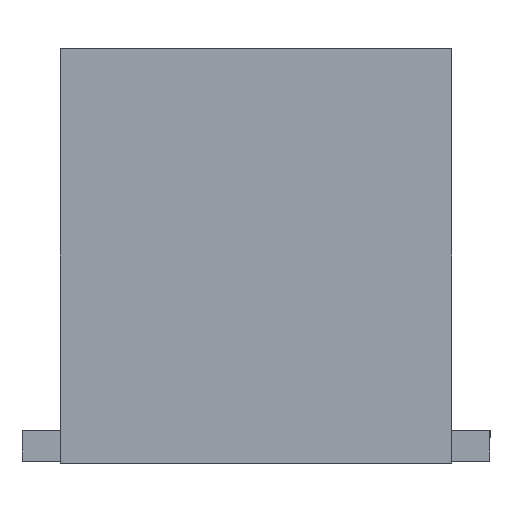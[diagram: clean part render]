
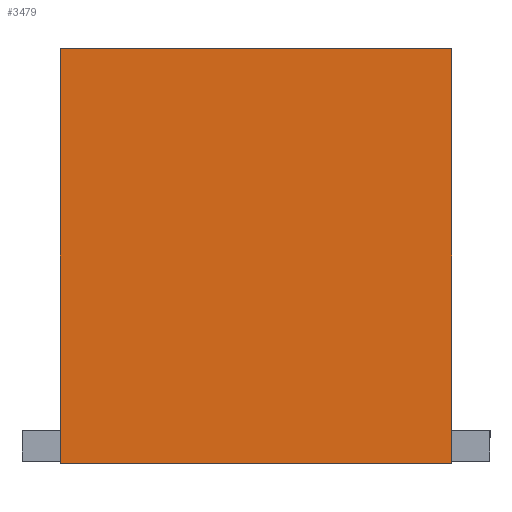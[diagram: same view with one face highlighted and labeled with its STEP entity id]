
A CAD part, left-side view. The second image highlights one B-rep face of the part: STEP entity #3479.
In plain terms, the highlighted planar face has unit normal (-1, 0, 0).
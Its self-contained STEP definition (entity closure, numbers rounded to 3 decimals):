
#59 = DIRECTION ( 'NONE',  ( 0., -1., 0. ) ) ;
#100 = CARTESIAN_POINT ( 'NONE',  ( -6.325, 2.55, 5.4 ) ) ;
#613 = CARTESIAN_POINT ( 'NONE',  ( -6.325, 2.55, 0. ) ) ;
#622 = VERTEX_POINT ( 'NONE', #710 ) ;
#687 = LINE ( 'NONE', #3067, #7001 ) ;
#710 = CARTESIAN_POINT ( 'NONE',  ( -6.325, -2.55, 5.4 ) ) ;
#1105 = EDGE_CURVE ( 'NONE', #2188, #5452, #687, .T. ) ;
#1115 = VECTOR ( 'NONE', #2450, 1000. ) ;
#1180 = EDGE_CURVE ( 'NONE', #622, #5452, #6745, .T. ) ;
#1578 = CARTESIAN_POINT ( 'NONE',  ( -6.325, 2.55, 5.4 ) ) ;
#1951 = DIRECTION ( 'NONE',  ( 0., 0., -1. ) ) ;
#2188 = VERTEX_POINT ( 'NONE', #613 ) ;
#2438 = EDGE_CURVE ( 'NONE', #5831, #622, #5895, .T. ) ;
#2450 = DIRECTION ( 'NONE',  ( 0., 0., -1. ) ) ;
#2739 = VECTOR ( 'NONE', #1951, 1000. ) ;
#3067 = CARTESIAN_POINT ( 'NONE',  ( -6.325, 2.55, 0. ) ) ;
#3280 = AXIS2_PLACEMENT_3D ( 'NONE', #1578, #3903, #6257 ) ;
#3441 = CARTESIAN_POINT ( 'NONE',  ( -6.325, 2.55, 5.4 ) ) ;
#3479 = ADVANCED_FACE ( 'NONE', ( #7309 ), #5030, .F. ) ;
#3565 = ORIENTED_EDGE ( 'NONE', *, *, #4802, .T. ) ;
#3764 = CARTESIAN_POINT ( 'NONE',  ( -6.325, -2.55, 0. ) ) ;
#3903 = DIRECTION ( 'NONE',  ( 1., 0., 0. ) ) ;
#4371 = EDGE_LOOP ( 'NONE', ( #6927, #6937, #4656, #3565 ) ) ;
#4656 = ORIENTED_EDGE ( 'NONE', *, *, #2438, .F. ) ;
#4674 = DIRECTION ( 'NONE',  ( 0., -1., 0. ) ) ;
#4802 = EDGE_CURVE ( 'NONE', #5831, #2188, #5342, .T. ) ;
#5030 = PLANE ( 'NONE',  #3280 ) ;
#5213 = CARTESIAN_POINT ( 'NONE',  ( -6.325, 2.55, 5.4 ) ) ;
#5342 = LINE ( 'NONE', #100, #1115 ) ;
#5452 = VERTEX_POINT ( 'NONE', #3764 ) ;
#5599 = CARTESIAN_POINT ( 'NONE',  ( -6.325, -2.55, 5.4 ) ) ;
#5831 = VERTEX_POINT ( 'NONE', #5213 ) ;
#5895 = LINE ( 'NONE', #3441, #7056 ) ;
#6257 = DIRECTION ( 'NONE',  ( 0., 1., 0. ) ) ;
#6745 = LINE ( 'NONE', #5599, #2739 ) ;
#6927 = ORIENTED_EDGE ( 'NONE', *, *, #1105, .T. ) ;
#6937 = ORIENTED_EDGE ( 'NONE', *, *, #1180, .F. ) ;
#7001 = VECTOR ( 'NONE', #4674, 1000. ) ;
#7056 = VECTOR ( 'NONE', #59, 1000. ) ;
#7309 = FACE_OUTER_BOUND ( 'NONE', #4371, .T. ) ;
